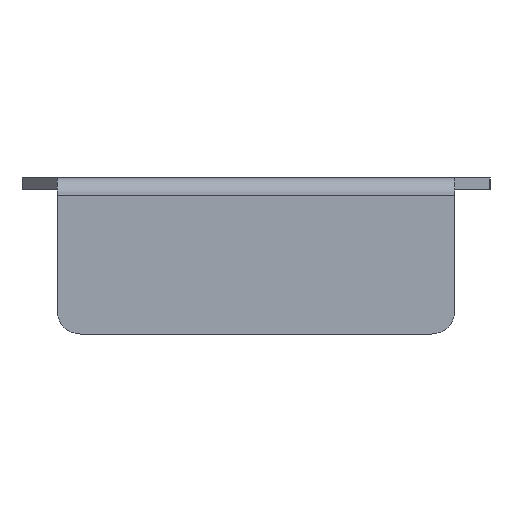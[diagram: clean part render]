
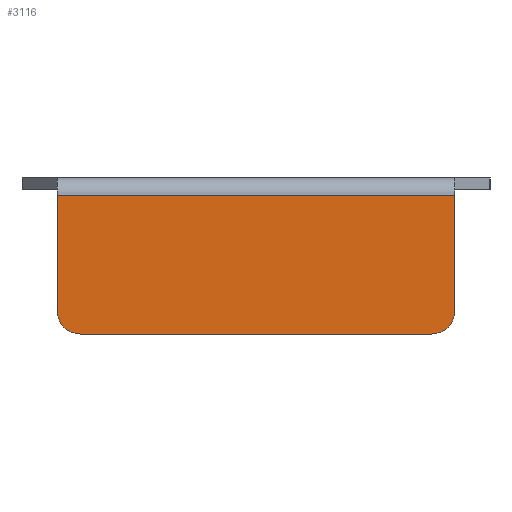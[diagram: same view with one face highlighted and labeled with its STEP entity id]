
A CAD part, left-side view. The second image highlights one B-rep face of the part: STEP entity #3116.
In plain terms, the highlighted face is planar.
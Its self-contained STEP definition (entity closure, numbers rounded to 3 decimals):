
#1391=DIRECTION('',(0.,0.,-1.));
#1392=VECTOR('',#1391,19.65);
#1393=CARTESIAN_POINT('',(1398.887,320.429,1.));
#1394=LINE('',#1393,#1392);
#1398=CARTESIAN_POINT('',(1398.887,384.391,-18.65));
#1399=DIRECTION('',(1.,0.,0.));
#1400=DIRECTION('',(0.,0.,-1.));
#1401=AXIS2_PLACEMENT_3D('',#1398,#1399,#1400);
#1406=DIRECTION('',(0.,-1.,0.));
#1407=VECTOR('',#1406,59.961);
#1408=CARTESIAN_POINT('',(1398.887,384.391,-22.65));
#1409=LINE('',#1408,#1407);
#1413=CARTESIAN_POINT('',(1398.887,324.429,-18.65));
#1414=DIRECTION('',(1.,0.,0.));
#1415=DIRECTION('',(0.,-1.,0.));
#1416=AXIS2_PLACEMENT_3D('',#1413,#1414,#1415);
#1421=DIRECTION('',(0.,1.,0.));
#1422=VECTOR('',#1421,67.961);
#1423=CARTESIAN_POINT('',(1398.887,320.429,1.));
#1424=LINE('',#1423,#1422);
#1435=DIRECTION('',(0.,0.,1.));
#1436=VECTOR('',#1435,19.65);
#1437=CARTESIAN_POINT('',(1398.887,388.391,-18.65));
#1438=LINE('',#1437,#1436);
#1817=CARTESIAN_POINT('',(1398.887,388.391,1.));
#1819=VERTEX_POINT('',#1817);
#1820=CARTESIAN_POINT('',(1398.887,320.429,1.));
#1821=VERTEX_POINT('',#1820);
#1824=CARTESIAN_POINT('',(1398.887,384.391,-22.65));
#1825=CARTESIAN_POINT('',(1398.887,388.391,-18.65));
#1826=VERTEX_POINT('',#1824);
#1827=VERTEX_POINT('',#1825);
#1832=CARTESIAN_POINT('',(1398.887,320.429,-18.65));
#1833=CARTESIAN_POINT('',(1398.887,324.429,-22.65));
#1834=VERTEX_POINT('',#1832);
#1835=VERTEX_POINT('',#1833);
#3099=CARTESIAN_POINT('',(1398.887,352.487,2.));
#3100=DIRECTION('',(1.,0.,0.));
#3101=DIRECTION('',(0.,1.,0.));
#3102=AXIS2_PLACEMENT_3D('',#3099,#3100,#3101);
#3103=PLANE('',#3102);
#3105=ORIENTED_EDGE('',*,*,#3104,.F.);
#3107=ORIENTED_EDGE('',*,*,#3106,.T.);
#3108=ORIENTED_EDGE('',*,*,#3082,.F.);
#3109=ORIENTED_EDGE('',*,*,#3065,.F.);
#3111=ORIENTED_EDGE('',*,*,#3110,.T.);
#3113=ORIENTED_EDGE('',*,*,#3112,.F.);
#3114=EDGE_LOOP('',(#3105,#3107,#3108,#3109,#3111,#3113));
#3115=FACE_OUTER_BOUND('',#3114,.F.);
#1402=CIRCLE('',#1401,4.);
#1417=CIRCLE('',#1416,4.);
#3065=EDGE_CURVE('',#1821,#1834,#1394,.T.);
#3082=EDGE_CURVE('',#1834,#1835,#1417,.T.);
#3104=EDGE_CURVE('',#1826,#1827,#1402,.T.);
#3106=EDGE_CURVE('',#1826,#1835,#1409,.T.);
#3110=EDGE_CURVE('',#1821,#1819,#1424,.T.);
#3112=EDGE_CURVE('',#1827,#1819,#1438,.T.);
#3116=ADVANCED_FACE('',(#3115),#3103,.T.);
